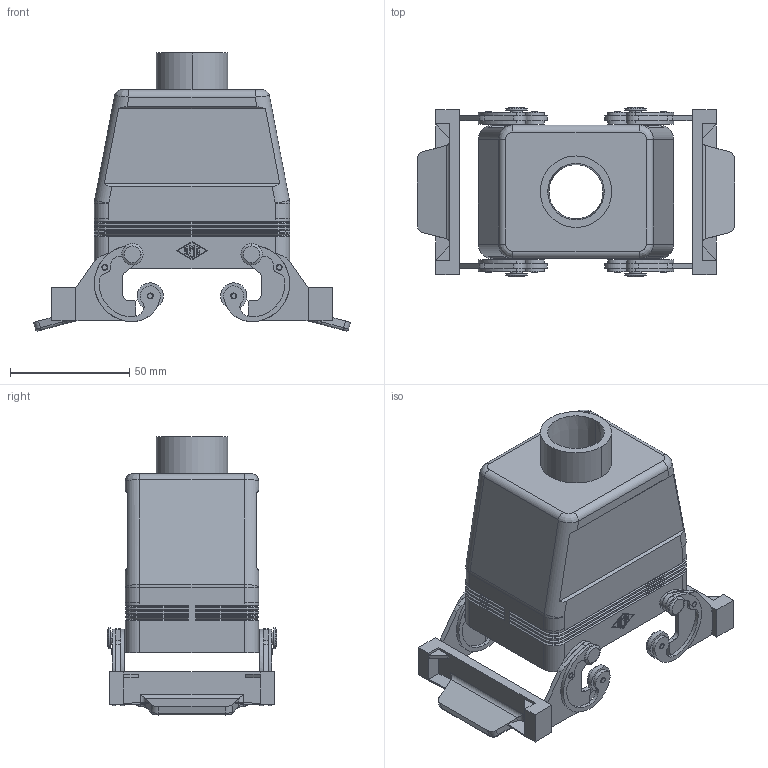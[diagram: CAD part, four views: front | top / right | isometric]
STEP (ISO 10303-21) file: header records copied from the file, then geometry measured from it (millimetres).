
FILE_DESCRIPTION(('Creo Elements/Direct Modeling STEP Export'),'2;1');
FILE_NAME('CAVT_50_5_X.stp','2012-12-18T13:34:28',(''),(''),'Creo Elements/Direct Modeling STEP processor for AP214 (Solid Model)','Creo Elements/Direct Modeling 18.0B 02-Dec-2011 (C) Parametric Technology GmbH','');
FILE_SCHEMA(('AUTOMOTIVE_DESIGN { 1 0 10303 214 1 1 1 1 }'));
Length unit declared in the file: millimetre
Products named in the file (1): CAV_50_X
Bounding box: 133.07 x 71 x 116.72 mm (x, y, z)
Volume: 108823 mm3; surface area: 67495.3 mm2
Topology: 1 solids, 5 shells, 771 faces, 1936 edges, 1225 vertices
Faces by surface type: plane 391, cylinder 282, cone 42, torus 32, bspline 20, sphere 4
Entity records: 25496 total; most frequent: CARTESIAN_POINT 7070, DIRECTION 3881, ORIENTED_EDGE 3872, EDGE_CURVE 1936, AXIS2_PLACEMENT_3D 1388, VERTEX_POINT 1225, VECTOR 1105, LINE 1105
